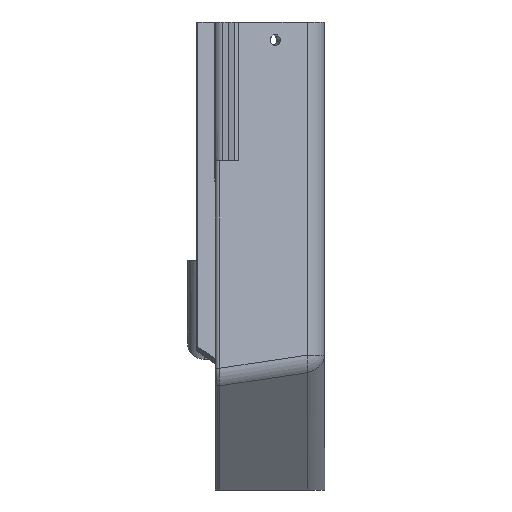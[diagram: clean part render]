
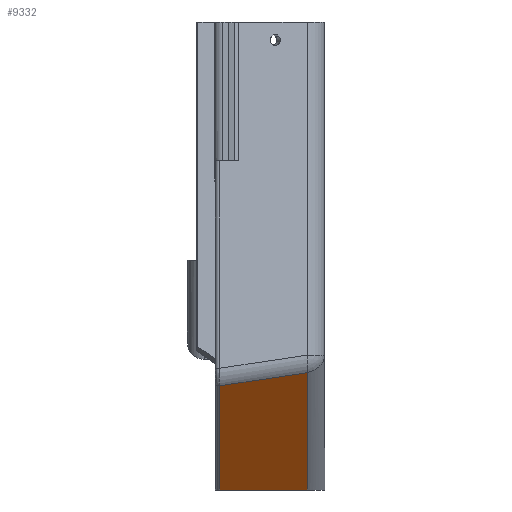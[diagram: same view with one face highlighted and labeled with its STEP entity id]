
A CAD part, left-side view. The second image highlights one B-rep face of the part: STEP entity #9332.
In plain terms, the highlighted planar face has unit normal (-0.664, -0.342, -0.664).
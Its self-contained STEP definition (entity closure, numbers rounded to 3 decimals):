
#2107 = PLANE('',#2108);
#2108 = AXIS2_PLACEMENT_3D('',#2109,#2110,#2111);
#2109 = CARTESIAN_POINT('',(0.,-19.25,-141.5));
#2110 = DIRECTION('',(0.,0.,-1.));
#2111 = DIRECTION('',(0.,-1.,0.));
#3433 = VERTEX_POINT('',#3434);
#3434 = CARTESIAN_POINT('',(-57.309,-1.842,-141.5));
#3453 = CYLINDRICAL_SURFACE('',#3454,1.);
#3454 = AXIS2_PLACEMENT_3D('',#3455,#3456,#3457);
#3455 = CARTESIAN_POINT('',(-88.288,-1.5,-109.192));
#3456 = DIRECTION('',(0.707,0.,-0.707
    ));
#3457 = DIRECTION('',(0.,1.,0.));
#3662 = VERTEX_POINT('',#3663);
#3663 = CARTESIAN_POINT('',(-43.723,-28.236,-141.5));
#3682 = CYLINDRICAL_SURFACE('',#3683,8.);
#3683 = AXIS2_PLACEMENT_3D('',#3684,#3685,#3686);
#3684 = CARTESIAN_POINT('',(-75.528,-25.5,-99.064));
#3685 = DIRECTION('',(0.707,0.,-0.707
    ));
#3686 = DIRECTION('',(-0.664,-0.342,-0.664));
#3700 = EDGE_CURVE('',#3433,#3662,#3701,.T.);
#3701 = SURFACE_CURVE('',#3702,(#3706,#3713),.PCURVE_S1.);
#3702 = LINE('',#3703,#3704);
#3703 = CARTESIAN_POINT('',(-61.508,6.316,-141.5));
#3704 = VECTOR('',#3705,1.);
#3705 = DIRECTION('',(0.458,-0.889,0.)
  );
#3706 = PCURVE('',#2107,#3707);
#3707 = DEFINITIONAL_REPRESENTATION('',(#3708),#3712);
#3708 = LINE('',#3709,#3710);
#3709 = CARTESIAN_POINT('',(-25.566,61.508));
#3710 = VECTOR('',#3711,1.);
#3711 = DIRECTION('',(0.889,-0.458));
#3712 = ( GEOMETRIC_REPRESENTATION_CONTEXT(2) 
PARAMETRIC_REPRESENTATION_CONTEXT() REPRESENTATION_CONTEXT('2D SPACE',''
  ) );
#3713 = PCURVE('',#3714,#3719);
#3714 = PLANE('',#3715);
#3715 = AXIS2_PLACEMENT_3D('',#3716,#3717,#3718);
#3716 = CARTESIAN_POINT('',(-91.5,-0.5,-108.));
#3717 = DIRECTION('',(-0.664,-0.342,-0.664));
#3718 = DIRECTION('',(-0.707,0.,0.707)
  );
#3719 = DEFINITIONAL_REPRESENTATION('',(#3720),#3724);
#3720 = LINE('',#3721,#3722);
#3721 = CARTESIAN_POINT('',(-44.895,7.253));
#3722 = VECTOR('',#3723,1.);
#3723 = DIRECTION('',(-0.324,-0.946));
#3724 = ( GEOMETRIC_REPRESENTATION_CONTEXT(2) 
PARAMETRIC_REPRESENTATION_CONTEXT() REPRESENTATION_CONTEXT('2D SPACE',''
  ) );
#9142 = VERTEX_POINT('',#9143);
#9143 = CARTESIAN_POINT('',(-88.81,-1.842,
    -110.));
#9173 = EDGE_CURVE('',#9142,#3433,#9174,.T.);
#9174 = SURFACE_CURVE('',#9175,(#9179,#9186),.PCURVE_S1.);
#9175 = LINE('',#9176,#9177);
#9176 = CARTESIAN_POINT('',(-88.953,-1.842,
    -109.856));
#9177 = VECTOR('',#9178,1.);
#9178 = DIRECTION('',(0.707,0.,-0.707
    ));
#9179 = PCURVE('',#3453,#9180);
#9180 = DEFINITIONAL_REPRESENTATION('',(#9181),#9185);
#9181 = LINE('',#9182,#9183);
#9182 = CARTESIAN_POINT('',(-1.92,0.));
#9183 = VECTOR('',#9184,1.);
#9184 = DIRECTION('',(-0.,1.));
#9185 = ( GEOMETRIC_REPRESENTATION_CONTEXT(2) 
PARAMETRIC_REPRESENTATION_CONTEXT() REPRESENTATION_CONTEXT('2D SPACE',''
  ) );
#9186 = PCURVE('',#3714,#9187);
#9187 = DEFINITIONAL_REPRESENTATION('',(#9188),#9192);
#9188 = LINE('',#9189,#9190);
#9189 = CARTESIAN_POINT('',(-3.114,-1.428));
#9190 = VECTOR('',#9191,1.);
#9191 = DIRECTION('',(-1.,0.));
#9192 = ( GEOMETRIC_REPRESENTATION_CONTEXT(2) 
PARAMETRIC_REPRESENTATION_CONTEXT() REPRESENTATION_CONTEXT('2D SPACE',''
  ) );
#9282 = VERTEX_POINT('',#9283);
#9283 = CARTESIAN_POINT('',(-79.203,-28.236,
    -106.02));
#9312 = EDGE_CURVE('',#9282,#3662,#9313,.T.);
#9313 = SURFACE_CURVE('',#9314,(#9318,#9325),.PCURVE_S1.);
#9314 = LINE('',#9315,#9316);
#9315 = CARTESIAN_POINT('',(-80.844,-28.236,
    -104.38));
#9316 = VECTOR('',#9317,1.);
#9317 = DIRECTION('',(0.707,0.,-0.707
    ));
#9318 = PCURVE('',#3682,#9319);
#9319 = DEFINITIONAL_REPRESENTATION('',(#9320),#9324);
#9320 = LINE('',#9321,#9322);
#9321 = CARTESIAN_POINT('',(-0.,0.));
#9322 = VECTOR('',#9323,1.);
#9323 = DIRECTION('',(-0.,1.));
#9324 = ( GEOMETRIC_REPRESENTATION_CONTEXT(2) 
PARAMETRIC_REPRESENTATION_CONTEXT() REPRESENTATION_CONTEXT('2D SPACE',''
  ) );
#9325 = PCURVE('',#3714,#9326);
#9326 = DEFINITIONAL_REPRESENTATION('',(#9327),#9331);
#9327 = LINE('',#9328,#9329);
#9328 = CARTESIAN_POINT('',(-4.975,-29.516));
#9329 = VECTOR('',#9330,1.);
#9330 = DIRECTION('',(-1.,0.));
#9331 = ( GEOMETRIC_REPRESENTATION_CONTEXT(2) 
PARAMETRIC_REPRESENTATION_CONTEXT() REPRESENTATION_CONTEXT('2D SPACE',''
  ) );
#9332 = ADVANCED_FACE('',(#9333),#3714,.T.);
#9333 = FACE_BOUND('',#9334,.F.);
#9334 = EDGE_LOOP('',(#9335,#9336,#9337,#9363));
#9335 = ORIENTED_EDGE('',*,*,#3700,.F.);
#9336 = ORIENTED_EDGE('',*,*,#9173,.F.);
#9337 = ORIENTED_EDGE('',*,*,#9338,.T.);
#9338 = EDGE_CURVE('',#9142,#9282,#9339,.T.);
#9339 = SURFACE_CURVE('',#9340,(#9344,#9351),.PCURVE_S1.);
#9340 = LINE('',#9341,#9342);
#9341 = CARTESIAN_POINT('',(-89.446,-0.094,
    -110.263));
#9342 = VECTOR('',#9343,1.);
#9343 = DIRECTION('',(0.339,-0.93,0.14));
#9344 = PCURVE('',#3714,#9345);
#9345 = DEFINITIONAL_REPRESENTATION('',(#9346),#9350);
#9346 = LINE('',#9347,#9348);
#9347 = CARTESIAN_POINT('',(-3.053,0.432));
#9348 = VECTOR('',#9349,1.);
#9349 = DIRECTION('',(-0.14,-0.99));
#9350 = ( GEOMETRIC_REPRESENTATION_CONTEXT(2) 
PARAMETRIC_REPRESENTATION_CONTEXT() REPRESENTATION_CONTEXT('2D SPACE',''
  ) );
#9351 = PCURVE('',#9352,#9357);
#9352 = CYLINDRICAL_SURFACE('',#9353,8.);
#9353 = AXIS2_PLACEMENT_3D('',#9354,#9355,#9356);
#9354 = CARTESIAN_POINT('',(-84.13,2.643,
    -104.947));
#9355 = DIRECTION('',(0.339,-0.93,0.14));
#9356 = DIRECTION('',(-0.94,-0.342,0.
    ));
#9357 = DEFINITIONAL_REPRESENTATION('',(#9358),#9362);
#9358 = LINE('',#9359,#9360);
#9359 = CARTESIAN_POINT('',(0.736,0.));
#9360 = VECTOR('',#9361,1.);
#9361 = DIRECTION('',(0.,1.));
#9362 = ( GEOMETRIC_REPRESENTATION_CONTEXT(2) 
PARAMETRIC_REPRESENTATION_CONTEXT() REPRESENTATION_CONTEXT('2D SPACE',''
  ) );
#9363 = ORIENTED_EDGE('',*,*,#9312,.T.);
